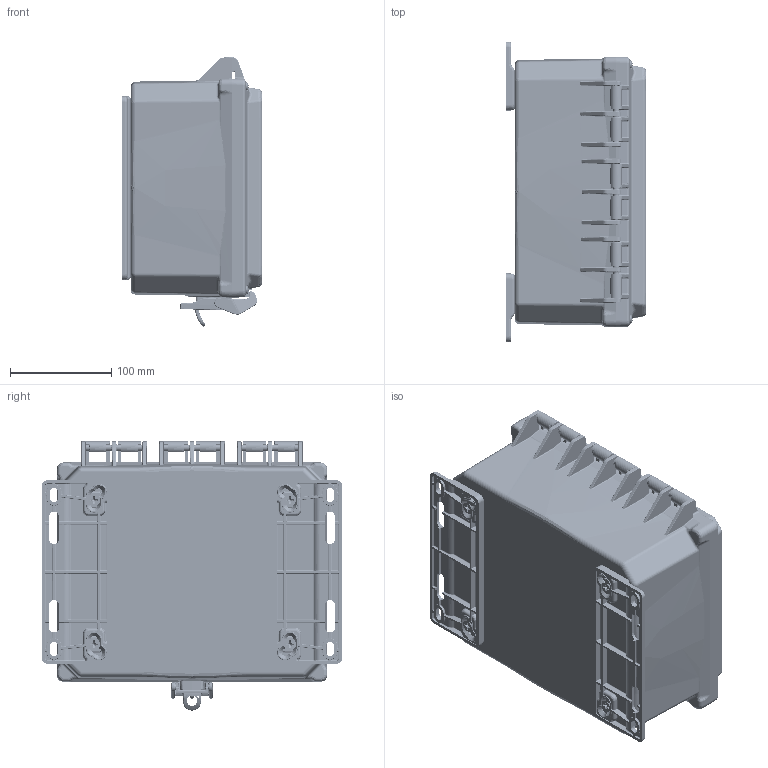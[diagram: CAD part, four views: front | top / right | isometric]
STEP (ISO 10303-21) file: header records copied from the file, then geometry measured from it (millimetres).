
FILE_DESCRIPTION((''),'2;1');
FILE_NAME('H10084HFNL_ASM','2016-12-02T',('tstokes'),(''),'CREO PARAMETRIC BY PTC INC, 2016050','CREO PARAMETRIC BY PTC INC, 2016050','');
FILE_SCHEMA(('CONFIG_CONTROL_DESIGN'));
Products named in the file (15): H1084BH; 9912525-80-10; 9912521-80-10; H1084BH_ASM; H108CHO; MFLK8; 9912530-82-10; 9912538-82-10; LWRLL-100; UPRLL-100; BMTLL-100; LLPC-100_ASM; 9912576-82-10; 9912568-82-10; H10084HFNL_ASM
Assembly tree (34 placements, depth 3):
  H10084HFNL_ASM
    H1084BH_ASM
      H1084BH
      9912525-80-10  x8
      9912521-80-10  x4
    H108CHO
    MFLK8  x2
    9912530-82-10  x5
    9912538-82-10  x4
    LLPC-100_ASM
      LWRLL-100
      UPRLL-100
      BMTLL-100
    9912576-82-10  x2
    9912568-82-10  x2
Bounding box: 138.82 x 296.93 x 266.37 mm (x, y, z)
Volume: 1100349.1 mm3; surface area: 602855.6 mm2
Topology: 32 solids, 32 shells, 6790 faces, 16994 edges, 10471 vertices
Faces by surface type: plane 2766, cylinder 2168, bspline 1230, cone 364, sphere 136, torus 126
Entity records: 219158 total; most frequent: CARTESIAN_POINT 99698, ORIENTED_EDGE 26972, DIRECTION 21374, EDGE_CURVE 13486, VERTEX_POINT 8290, VECTOR 7926, LINE 7926, AXIS2_PLACEMENT_3D 6724
